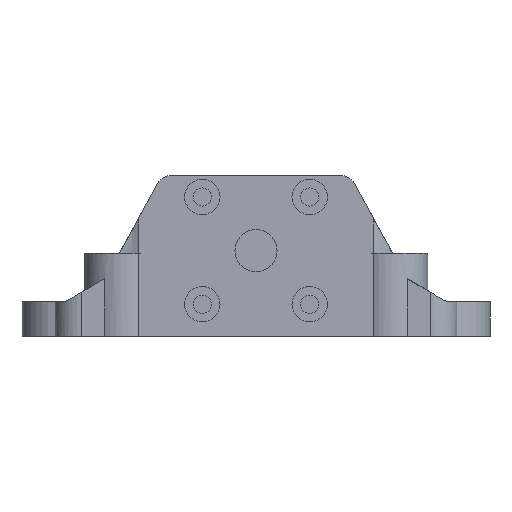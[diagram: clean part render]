
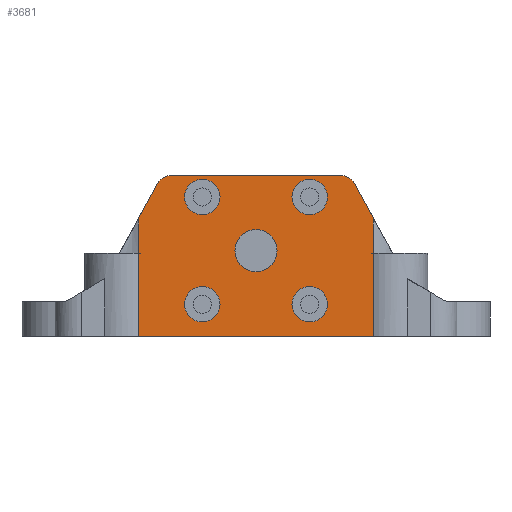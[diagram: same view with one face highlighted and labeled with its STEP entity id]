
A CAD part, front view. The second image highlights one B-rep face of the part: STEP entity #3681.
In plain terms, the highlighted planar face has unit normal (0, -1, 0).
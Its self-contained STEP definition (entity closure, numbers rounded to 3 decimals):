
#46=FACE_BOUND('',#494,.T.);
#47=FACE_BOUND('',#495,.T.);
#48=FACE_BOUND('',#496,.T.);
#49=FACE_BOUND('',#497,.T.);
#50=FACE_BOUND('',#498,.T.);
#140=PLANE('',#3972);
#276=FACE_OUTER_BOUND('',#493,.T.);
#493=EDGE_LOOP('',(#2836,#2837,#2838,#2839,#2840,#2841,#2842,#2843,#2844,
#2845));
#494=EDGE_LOOP('',(#2846));
#495=EDGE_LOOP('',(#2847));
#496=EDGE_LOOP('',(#2848));
#497=EDGE_LOOP('',(#2849));
#498=EDGE_LOOP('',(#2850));
#689=CIRCLE('',#3973,3.);
#690=CIRCLE('',#3974,3.);
#691=CIRCLE('',#3975,3.925);
#692=CIRCLE('',#3976,3.3);
#693=CIRCLE('',#3977,3.3);
#694=CIRCLE('',#3978,3.3);
#695=CIRCLE('',#3979,3.3);
#1057=LINE('',#7252,#1320);
#1071=LINE('',#7688,#1334);
#1072=LINE('',#7710,#1335);
#1077=LINE('',#7746,#1340);
#1079=LINE('',#7749,#1342);
#1080=LINE('',#7750,#1343);
#1081=LINE('',#7752,#1344);
#1082=LINE('',#7756,#1345);
#1320=VECTOR('',#4589,10.);
#1334=VECTOR('',#4657,10.);
#1335=VECTOR('',#4664,10.);
#1340=VECTOR('',#4685,10.);
#1342=VECTOR('',#4689,10.);
#1343=VECTOR('',#4690,10.);
#1344=VECTOR('',#4691,10.);
#1345=VECTOR('',#4694,10.);
#1651=VERTEX_POINT('',#7249);
#1652=VERTEX_POINT('',#7251);
#1680=VERTEX_POINT('',#7680);
#1683=VERTEX_POINT('',#7687);
#1686=VERTEX_POINT('',#7708);
#1687=VERTEX_POINT('',#7709);
#1696=VERTEX_POINT('',#7745);
#1697=VERTEX_POINT('',#7751);
#1698=VERTEX_POINT('',#7753);
#1699=VERTEX_POINT('',#7755);
#1700=VERTEX_POINT('',#7758);
#1701=VERTEX_POINT('',#7760);
#1702=VERTEX_POINT('',#7762);
#1703=VERTEX_POINT('',#7764);
#1704=VERTEX_POINT('',#7766);
#2097=EDGE_CURVE('',#1652,#1651,#1057,.T.);
#2137=EDGE_CURVE('',#1683,#1680,#1071,.T.);
#2141=EDGE_CURVE('',#1686,#1687,#1072,.T.);
#2153=EDGE_CURVE('',#1696,#1683,#1077,.T.);
#2155=EDGE_CURVE('',#1680,#1652,#1079,.T.);
#2156=EDGE_CURVE('',#1651,#1686,#1080,.T.);
#2157=EDGE_CURVE('',#1687,#1697,#1081,.T.);
#2158=EDGE_CURVE('',#1697,#1698,#689,.T.);
#2159=EDGE_CURVE('',#1698,#1699,#1082,.T.);
#2160=EDGE_CURVE('',#1699,#1696,#690,.T.);
#2161=EDGE_CURVE('',#1700,#1700,#691,.T.);
#2162=EDGE_CURVE('',#1701,#1701,#692,.T.);
#2163=EDGE_CURVE('',#1702,#1702,#693,.T.);
#2164=EDGE_CURVE('',#1703,#1703,#694,.T.);
#2165=EDGE_CURVE('',#1704,#1704,#695,.T.);
#2836=ORIENTED_EDGE('',*,*,#2137,.T.);
#2837=ORIENTED_EDGE('',*,*,#2155,.T.);
#2838=ORIENTED_EDGE('',*,*,#2097,.T.);
#2839=ORIENTED_EDGE('',*,*,#2156,.T.);
#2840=ORIENTED_EDGE('',*,*,#2141,.T.);
#2841=ORIENTED_EDGE('',*,*,#2157,.T.);
#2842=ORIENTED_EDGE('',*,*,#2158,.T.);
#2843=ORIENTED_EDGE('',*,*,#2159,.T.);
#2844=ORIENTED_EDGE('',*,*,#2160,.T.);
#2845=ORIENTED_EDGE('',*,*,#2153,.T.);
#2846=ORIENTED_EDGE('',*,*,#2161,.T.);
#2847=ORIENTED_EDGE('',*,*,#2162,.T.);
#2848=ORIENTED_EDGE('',*,*,#2163,.T.);
#2849=ORIENTED_EDGE('',*,*,#2164,.T.);
#2850=ORIENTED_EDGE('',*,*,#2165,.T.);
#3681=ADVANCED_FACE('',(#276,#46,#47,#48,#49,#50),#140,.T.);
#3972=AXIS2_PLACEMENT_3D('',#7748,#4687,#4688);
#3973=AXIS2_PLACEMENT_3D('',#7754,#4692,#4693);
#3974=AXIS2_PLACEMENT_3D('',#7757,#4695,#4696);
#3975=AXIS2_PLACEMENT_3D('',#7759,#4697,#4698);
#3976=AXIS2_PLACEMENT_3D('',#7761,#4699,#4700);
#3977=AXIS2_PLACEMENT_3D('',#7763,#4701,#4702);
#3978=AXIS2_PLACEMENT_3D('',#7765,#4703,#4704);
#3979=AXIS2_PLACEMENT_3D('',#7767,#4705,#4706);
#4589=DIRECTION('',(1.,0.,0.));
#4657=DIRECTION('',(0.,0.,-1.));
#4664=DIRECTION('',(0.,0.,1.));
#4685=DIRECTION('',(-0.482,0.,-0.876));
#4687=DIRECTION('center_axis',(0.,-1.,0.));
#4688=DIRECTION('ref_axis',(1.,0.,0.));
#4689=DIRECTION('',(0.,0.,-1.));
#4690=DIRECTION('',(0.,0.,1.));
#4691=DIRECTION('',(-0.482,0.,0.876));
#4692=DIRECTION('center_axis',(0.,-1.,0.));
#4693=DIRECTION('ref_axis',(0.876,0.,0.482));
#4694=DIRECTION('',(-1.,0.,0.));
#4695=DIRECTION('center_axis',(0.,-1.,0.));
#4696=DIRECTION('ref_axis',(0.,0.,1.));
#4697=DIRECTION('center_axis',(0.,1.,0.));
#4698=DIRECTION('ref_axis',(1.,0.,0.));
#4699=DIRECTION('center_axis',(0.,1.,0.));
#4700=DIRECTION('ref_axis',(1.,0.,0.));
#4701=DIRECTION('center_axis',(0.,1.,0.));
#4702=DIRECTION('ref_axis',(1.,0.,0.));
#4703=DIRECTION('center_axis',(0.,1.,0.));
#4704=DIRECTION('ref_axis',(1.,0.,0.));
#4705=DIRECTION('center_axis',(0.,1.,0.));
#4706=DIRECTION('ref_axis',(1.,0.,0.));
#7249=CARTESIAN_POINT('',(66.848,-11.5,0.));
#7251=CARTESIAN_POINT('',(23.152,-11.5,0.));
#7252=CARTESIAN_POINT('',(7.539,-11.5,0.));
#7680=CARTESIAN_POINT('',(23.152,-11.5,15.5));
#7687=CARTESIAN_POINT('',(23.152,-11.5,22.095));
#7688=CARTESIAN_POINT('',(23.152,-11.5,15.5));
#7708=CARTESIAN_POINT('',(66.848,-11.5,15.5));
#7709=CARTESIAN_POINT('',(66.848,-11.5,22.095));
#7710=CARTESIAN_POINT('',(66.848,-11.5,15.5));
#7745=CARTESIAN_POINT('',(26.645,-11.5,28.446));
#7746=CARTESIAN_POINT('',(26.645,-11.5,28.446));
#7748=CARTESIAN_POINT('Origin',(45.,-11.5,15.));
#7749=CARTESIAN_POINT('',(23.152,-11.5,0.));
#7750=CARTESIAN_POINT('',(66.848,-11.5,0.));
#7751=CARTESIAN_POINT('',(63.355,-11.5,28.446));
#7752=CARTESIAN_POINT('',(73.015,-11.5,10.881));
#7753=CARTESIAN_POINT('',(60.726,-11.5,30.));
#7754=CARTESIAN_POINT('Origin',(60.726,-11.5,27.));
#7755=CARTESIAN_POINT('',(29.274,-11.5,30.));
#7756=CARTESIAN_POINT('',(60.726,-11.5,30.));
#7757=CARTESIAN_POINT('Origin',(29.274,-11.5,27.));
#7758=CARTESIAN_POINT('',(41.075,-11.5,16.));
#7759=CARTESIAN_POINT('Origin',(45.,-11.5,16.));
#7760=CARTESIAN_POINT('',(51.7,-11.5,6.));
#7761=CARTESIAN_POINT('Origin',(55.,-11.5,6.));
#7762=CARTESIAN_POINT('',(31.7,-11.5,26.));
#7763=CARTESIAN_POINT('Origin',(35.,-11.5,26.));
#7764=CARTESIAN_POINT('',(31.7,-11.5,6.));
#7765=CARTESIAN_POINT('Origin',(35.,-11.5,6.));
#7766=CARTESIAN_POINT('',(51.7,-11.5,26.));
#7767=CARTESIAN_POINT('Origin',(55.,-11.5,26.));
